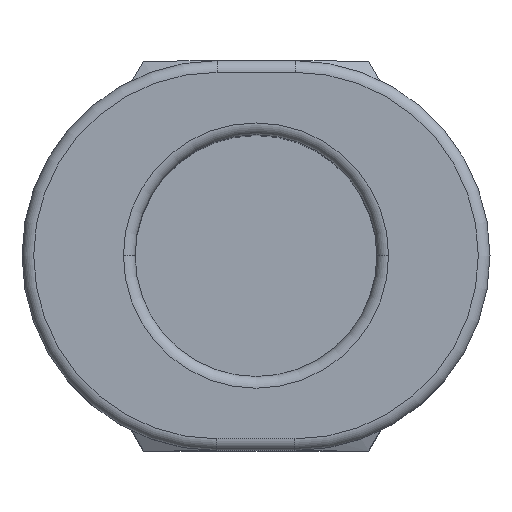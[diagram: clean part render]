
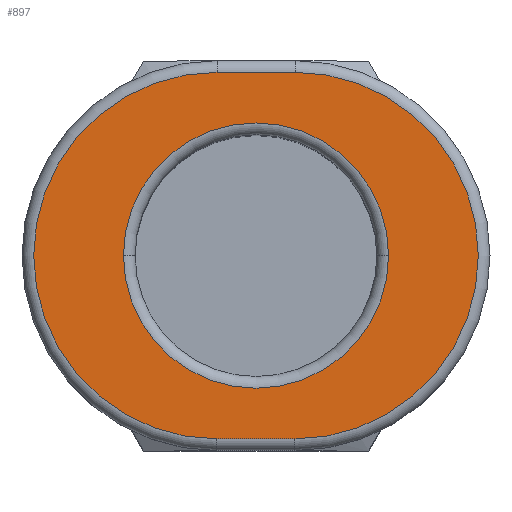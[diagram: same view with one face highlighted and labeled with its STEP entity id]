
A CAD part, top view. The second image highlights one B-rep face of the part: STEP entity #897.
In plain terms, the highlighted planar face has unit normal (0, 0, 1).
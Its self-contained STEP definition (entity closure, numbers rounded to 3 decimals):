
#503=CARTESIAN_POINT('',(3.4,0.,9.9));
#504=VERTEX_POINT('',#503);
#512=CARTESIAN_POINT('',(-3.4,0.,9.9));
#513=VERTEX_POINT('',#512);
#514=CARTESIAN_POINT('',(0.0,0.,9.9));
#515=DIRECTION('',(0.0,0.0,1.0));
#516=DIRECTION('',(1.0,0.0,0.0));
#517=AXIS2_PLACEMENT_3D('',#514,#515,#516);
#518=CIRCLE('',#517,3.4);
#519=EDGE_CURVE('',#504,#513,#518,.T.);
#693=CARTESIAN_POINT('',(1.,4.7,9.9));
#694=VERTEX_POINT('',#693);
#695=CARTESIAN_POINT('',(1.0,-4.7,9.9));
#696=VERTEX_POINT('',#695);
#697=CARTESIAN_POINT('',(1.0,0.,9.9));
#698=DIRECTION('',(0.,0.,-1.0));
#699=DIRECTION('',(1.0,0.,0.));
#700=AXIS2_PLACEMENT_3D('',#697,#698,#699);
#701=CIRCLE('',#700,4.7);
#702=EDGE_CURVE('',#694,#696,#701,.T.);
#737=CARTESIAN_POINT('',(-1.0,-4.7,9.9));
#738=VERTEX_POINT('',#737);
#739=CARTESIAN_POINT('',(1.0,-4.7,9.9));
#740=DIRECTION('',(-1.0,0.0,0.0));
#741=VECTOR('',#740,2.0);
#742=LINE('',#739,#741);
#743=EDGE_CURVE('',#696,#738,#742,.T.);
#777=CARTESIAN_POINT('',(-1.,4.7,9.9));
#778=VERTEX_POINT('',#777);
#786=CARTESIAN_POINT('',(-1.,4.7,9.9));
#787=DIRECTION('',(1.0,0.0,0.0));
#788=VECTOR('',#787,2.);
#789=LINE('',#786,#788);
#790=EDGE_CURVE('',#778,#694,#789,.T.);
#801=CARTESIAN_POINT('',(-1.0,0.,9.9));
#802=DIRECTION('',(0.0,0.0,-1.0));
#803=DIRECTION('',(-1.0,0.0,0.0));
#804=AXIS2_PLACEMENT_3D('',#801,#802,#803);
#805=CIRCLE('',#804,4.7);
#806=EDGE_CURVE('',#738,#778,#805,.T.);
#876=CARTESIAN_POINT('',(0.,0.,9.9));
#877=DIRECTION('',(0.0,0.0,-1.0));
#878=DIRECTION('',(1.0,0.0,0.0));
#879=AXIS2_PLACEMENT_3D('',#876,#877,#878);
#880=PLANE('',#879);
#881=ORIENTED_EDGE('',*,*,#702,.F.);
#882=ORIENTED_EDGE('',*,*,#790,.F.);
#883=ORIENTED_EDGE('',*,*,#806,.F.);
#884=ORIENTED_EDGE('',*,*,#743,.F.);
#885=EDGE_LOOP('',(#881,#882,#883,#884));
#886=FACE_OUTER_BOUND('',#885,.T.);
#887=CARTESIAN_POINT('',(0.0,0.,9.9));
#888=DIRECTION('',(0.0,0.0,1.0));
#889=DIRECTION('',(1.0,0.0,0.0));
#890=AXIS2_PLACEMENT_3D('',#887,#888,#889);
#891=CIRCLE('',#890,3.4);
#892=EDGE_CURVE('',#513,#504,#891,.T.);
#893=ORIENTED_EDGE('',*,*,#892,.F.);
#894=ORIENTED_EDGE('',*,*,#519,.F.);
#895=EDGE_LOOP('',(#893,#894));
#896=FACE_BOUND('',#895,.T.);
#897=ADVANCED_FACE('',(#886,#896),#880,.F.);
